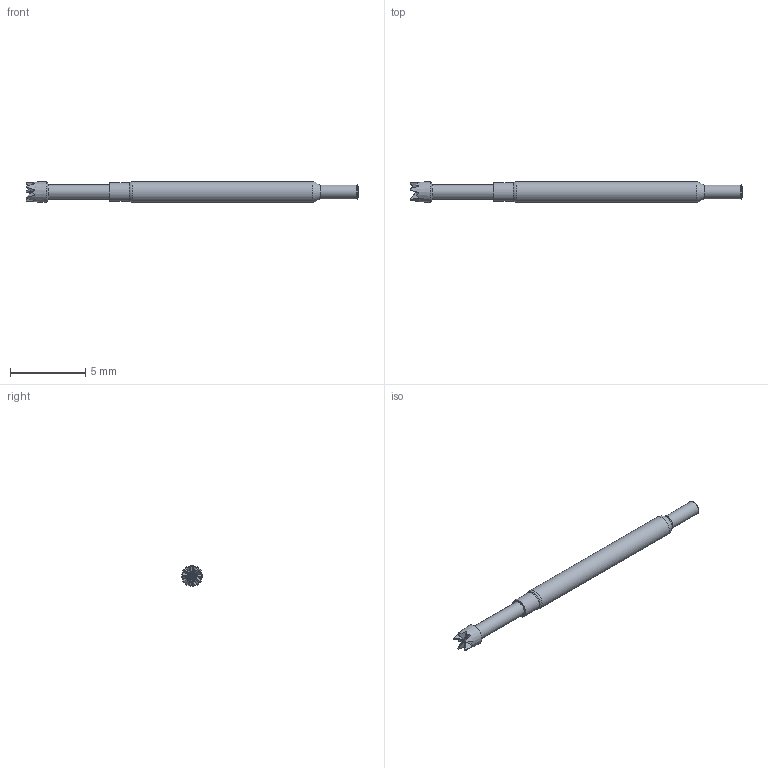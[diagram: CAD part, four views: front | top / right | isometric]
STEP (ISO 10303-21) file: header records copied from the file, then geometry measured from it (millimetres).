
FILE_DESCRIPTION (( 'STEP AP214' ), '1' );
FILE_NAME ('X75-PR1655H.STEP', '2018-06-14T13:05:29', ( '' ), ( '' ), 'SwSTEP 2.0', 'SolidWorks 2017', '' );
FILE_SCHEMA (( 'AUTOMOTIVE_DESIGN' ));
Length unit declared in the file: inch
Products named in the file (1): X75-PR1655H
Bounding box: 22.1 x 1.4 x 1.4 mm (x, y, z)
Volume: 26.2 mm3; surface area: 88.1 mm2
Topology: 1 solids, 1 shells, 100 faces, 226 edges, 129 vertices
Faces by surface type: bspline 80, plane 7, cone 5, cylinder 4, torus 4
Full cylindrical faces by diameter (mm): 0.922 x1, 0.96 x1, 1.232 x1, 1.367 x1
Entity records: 17433 total; most frequent: CARTESIAN_POINT 14580, ORIENTED_EDGE 418, EDGE_CURVE 209, B_SPLINE_CURVE_WITH_KNOTS 190, VERTEX_POINT 125, EDGE_LOOP 114, FACE_OUTER_BOUND 108, LENGTH_MEASURE_WITH_UNIT 103
